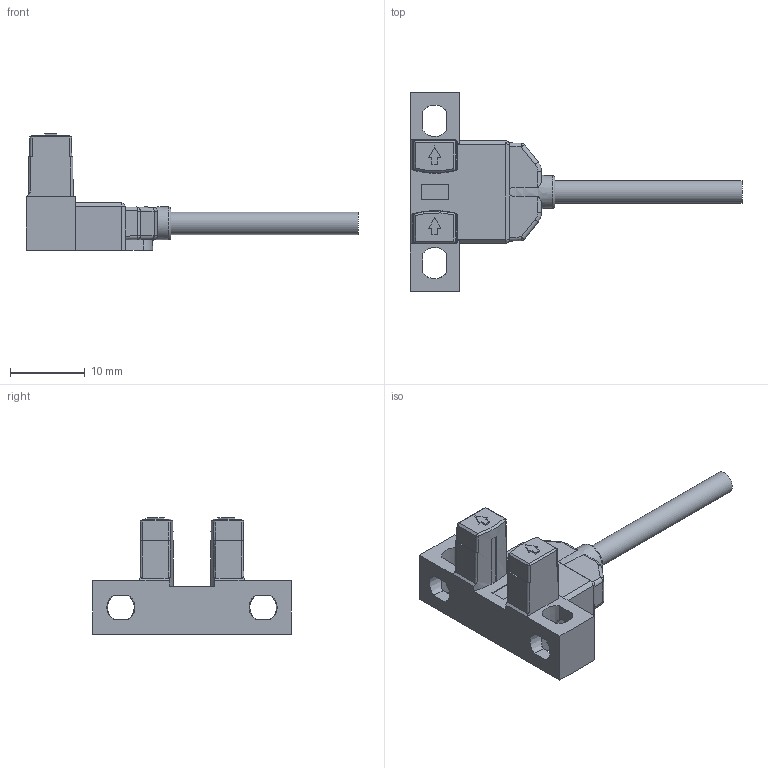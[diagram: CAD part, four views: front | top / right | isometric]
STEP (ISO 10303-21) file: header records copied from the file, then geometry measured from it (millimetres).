
FILE_DESCRIPTION(/* description */ (''),/* implementation_level */ '2;1');
FILE_NAME(/* name */ 'SL-102.stp',/* time_stamp */ '2021-06-10T14:17:20+08:00',/* author */ (''),/* organization */ (''),/* preprocessor_version */ 'ST-DEVELOPER v14',/* originating_system */ 'SIEMENS PLM Software NX 8.0',/* authorisation */ '');
FILE_SCHEMA (('AUTOMOTIVE_DESIGN { 1 0 10303 214 3 1 1 1 }'));
Length unit declared in the file: millimetre
Products named in the file (1): Admi3F547582gmoh
Bounding box: 44.35 x 26.5 x 15.6 mm (x, y, z)
Volume: 2415.7 mm3; surface area: 1913.2 mm2
Topology: 1 solids, 1 shells, 188 faces, 515 edges, 324 vertices
Faces by surface type: plane 107, cylinder 31, cone 23, bspline 22, sphere 4, torus 1
Full cylindrical faces by diameter (mm): 3 x1
Entity records: 6773 total; most frequent: CARTESIAN_POINT 2200, ORIENTED_EDGE 1010, DIRECTION 866, EDGE_CURVE 505, VERTEX_POINT 323, AXIS2_PLACEMENT_3D 310, LINE 246, VECTOR 246
